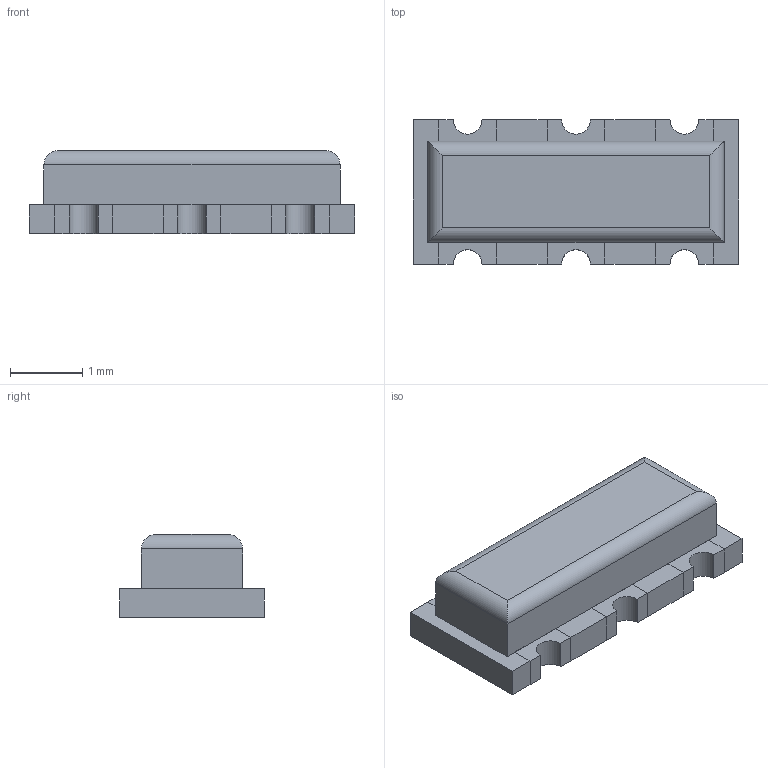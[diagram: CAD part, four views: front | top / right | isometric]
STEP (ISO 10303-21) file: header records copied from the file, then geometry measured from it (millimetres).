
FILE_DESCRIPTION(('FreeCAD Model'),'2;1');
FILE_NAME('CSTCR4M19.step','2018-10-29T01:46:14',('Author'),(''), 'Open CASCADE STEP processor 7.2','FreeCAD','Unknown');
FILE_SCHEMA(('AUTOMOTIVE_DESIGN { 1 0 10303 214 1 1 1 1 }'));
Length unit declared in the file: millimetre
Products named in the file (5): pad1; pad2; pad3; base_cut2; lid
Bounding box: 4.5 x 2 x 1.15 mm (x, y, z)
Volume: 7.7 mm3; surface area: 53.3 mm2
Topology: 8 solids, 8 shells, 112 faces, 284 edges, 188 vertices
Faces by surface type: plane 102, cylinder 10
Entity records: 7529 total; most frequent: CARTESIAN_POINT 1217, DIRECTION 1086, LINE 816, VECTOR 816, ORIENTED_EDGE 568, PCURVE 568, DEFINITIONAL_REPRESENTATION 568, EDGE_CURVE 284
